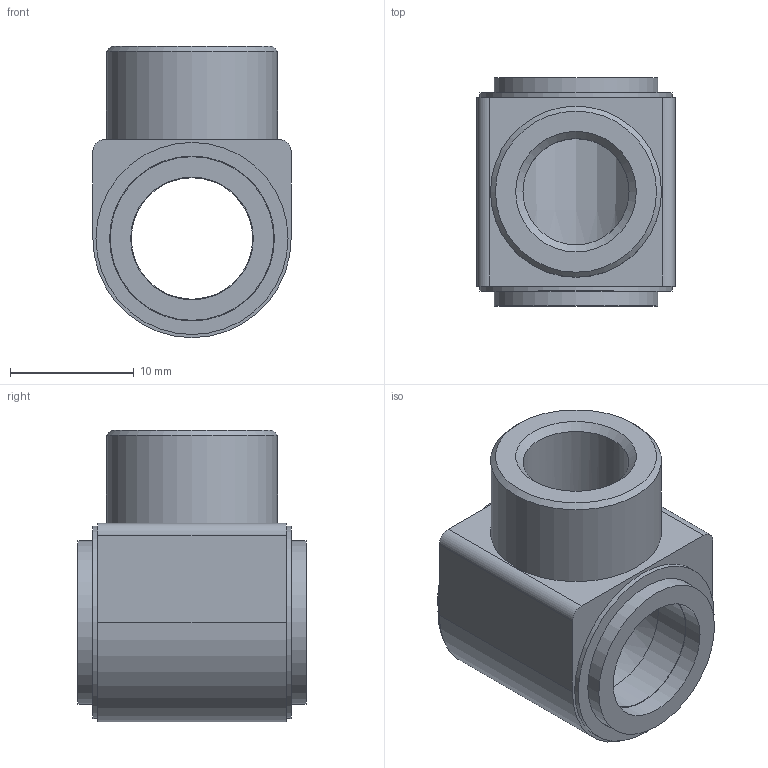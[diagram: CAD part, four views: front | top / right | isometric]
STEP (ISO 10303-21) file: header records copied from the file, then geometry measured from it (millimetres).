
FILE_DESCRIPTION(/* description */ ('STEP AP214'),/* implementation_level */ '2;1');
FILE_NAME(/* name */ '9181_LK-1_8',/* time_stamp */ '2024-09-04T18:20:13+02:00',/* author */ ('License CC BY-ND 4.0'),/* organization */ ('CADENAS'),/* preprocessor_version */ 'ST-DEVELOPER v19.3',/* originating_system */ 'PARTsolutions',/* authorisation */ ' ');
FILE_SCHEMA (('AUTOMOTIVE_DESIGN {1 0 10303 214 3 1 1}'));
Length unit declared in the file: millimetre
Products named in the file (3): 9181 LK-1/8; 338849 LJK-1/8; 531771 OK-1/8
Assembly tree (3 placements, depth 2):
  9181 LK-1/8
    338849 LJK-1/8
    531771 OK-1/8  x2
Bounding box: 16 x 18.4 x 23.5 mm (x, y, z)
Volume: 2991.3 mm3; surface area: 2670.5 mm2
Topology: 3 solids, 3 shells, 31 faces, 60 edges, 40 vertices
Faces by surface type: plane 14, cylinder 14, cone 3
Full cylindrical faces by diameter (mm): 8.566 x1, 9.8 x1, 9.9 x2, 13.2 x2, 13.3 x2, 13.8 x1, 15.5 x2
Entity records: 745 total; most frequent: CARTESIAN_POINT 127, DIRECTION 126, ORIENTED_EDGE 78, AXIS2_PLACEMENT_3D 57, EDGE_LOOP 50, FACE_BOUND 50, EDGE_CURVE 39, VERTEX_POINT 33
